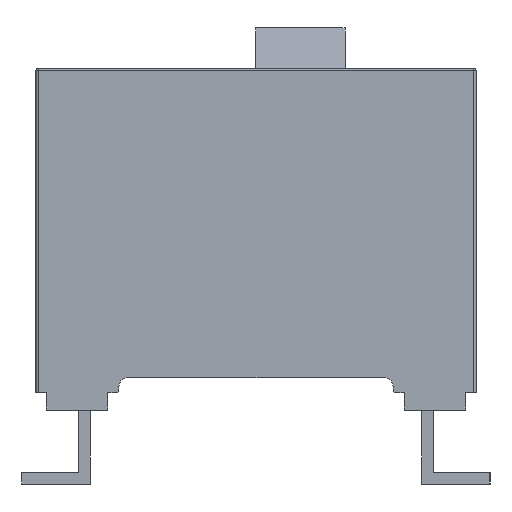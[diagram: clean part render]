
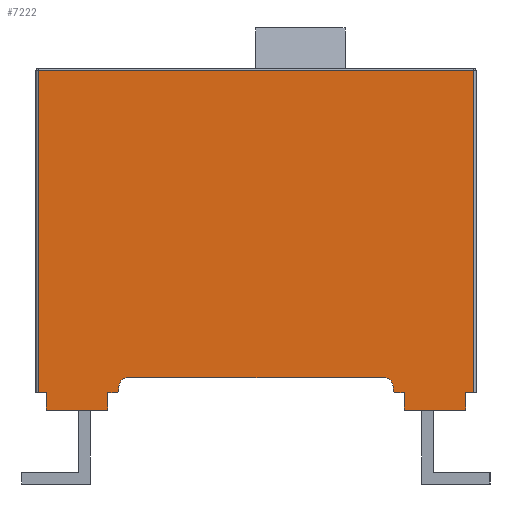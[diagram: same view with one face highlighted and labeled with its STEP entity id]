
A CAD part, left-side view. The second image highlights one B-rep face of the part: STEP entity #7222.
In plain terms, the highlighted planar face has unit normal (-1, 0, 0).
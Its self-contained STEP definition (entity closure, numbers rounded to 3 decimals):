
#25=CIRCLE('',#7497,0.198);
#27=CIRCLE('',#7501,0.198);
#29=CIRCLE('',#7505,0.055);
#32=CIRCLE('',#7518,0.055);
#1302=ORIENTED_EDGE('',*,*,#2145,.T.);
#1303=ORIENTED_EDGE('',*,*,#2164,.T.);
#1304=ORIENTED_EDGE('',*,*,#2165,.T.);
#1305=ORIENTED_EDGE('',*,*,#2166,.T.);
#1306=ORIENTED_EDGE('',*,*,#2167,.F.);
#1307=ORIENTED_EDGE('',*,*,#2157,.F.);
#1308=ORIENTED_EDGE('',*,*,#2112,.T.);
#1309=ORIENTED_EDGE('',*,*,#2163,.T.);
#1310=ORIENTED_EDGE('',*,*,#2168,.T.);
#1311=ORIENTED_EDGE('',*,*,#2169,.T.);
#1312=ORIENTED_EDGE('',*,*,#2120,.T.);
#1313=ORIENTED_EDGE('',*,*,#2123,.T.);
#1314=ORIENTED_EDGE('',*,*,#2126,.T.);
#1315=ORIENTED_EDGE('',*,*,#2129,.T.);
#1316=ORIENTED_EDGE('',*,*,#2132,.T.);
#1317=ORIENTED_EDGE('',*,*,#2135,.T.);
#1318=ORIENTED_EDGE('',*,*,#2146,.T.);
#1319=ORIENTED_EDGE('',*,*,#2108,.T.);
#1320=ORIENTED_EDGE('',*,*,#2106,.T.);
#1321=ORIENTED_EDGE('',*,*,#2104,.T.);
#2104=EDGE_CURVE('',#2624,#2625,#3300,.T.);
#2106=EDGE_CURVE('',#2626,#2624,#3302,.T.);
#2108=EDGE_CURVE('',#2627,#2626,#3304,.T.);
#2112=EDGE_CURVE('',#2629,#2631,#3308,.T.);
#2120=EDGE_CURVE('',#2637,#2639,#3316,.T.);
#2123=EDGE_CURVE('',#2639,#2641,#25,.F.);
#2126=EDGE_CURVE('',#2641,#2643,#3320,.T.);
#2129=EDGE_CURVE('',#2643,#2645,#27,.F.);
#2132=EDGE_CURVE('',#2645,#2647,#3324,.T.);
#2135=EDGE_CURVE('',#2647,#2649,#29,.T.);
#2145=EDGE_CURVE('',#2625,#2656,#3334,.T.);
#2146=EDGE_CURVE('',#2649,#2627,#3335,.T.);
#2157=EDGE_CURVE('',#2629,#2664,#3345,.T.);
#2163=EDGE_CURVE('',#2631,#2667,#3351,.T.);
#2164=EDGE_CURVE('',#2656,#2668,#3352,.T.);
#2165=EDGE_CURVE('',#2668,#2669,#3353,.F.);
#2166=EDGE_CURVE('',#2669,#2670,#3354,.F.);
#2167=EDGE_CURVE('',#2664,#2670,#3355,.T.);
#2168=EDGE_CURVE('',#2667,#2671,#3356,.T.);
#2169=EDGE_CURVE('',#2671,#2637,#32,.T.);
#2624=VERTEX_POINT('',#10114);
#2625=VERTEX_POINT('',#10116);
#2626=VERTEX_POINT('',#10120);
#2627=VERTEX_POINT('',#10124);
#2629=VERTEX_POINT('',#10129);
#2631=VERTEX_POINT('',#10133);
#2637=VERTEX_POINT('',#10147);
#2639=VERTEX_POINT('',#10151);
#2641=VERTEX_POINT('',#10157);
#2643=VERTEX_POINT('',#10163);
#2645=VERTEX_POINT('',#10169);
#2647=VERTEX_POINT('',#10175);
#2649=VERTEX_POINT('',#10181);
#2656=VERTEX_POINT('',#10202);
#2664=VERTEX_POINT('',#10226);
#2667=VERTEX_POINT('',#10236);
#2668=VERTEX_POINT('',#10240);
#2669=VERTEX_POINT('',#10242);
#2670=VERTEX_POINT('',#10244);
#2671=VERTEX_POINT('',#10247);
#3300=LINE('',#10117,#3996);
#3302=LINE('',#10121,#3998);
#3304=LINE('',#10125,#4000);
#3308=LINE('',#10134,#4004);
#3316=LINE('',#10152,#4012);
#3320=LINE('',#10164,#4016);
#3324=LINE('',#10176,#4020);
#3334=LINE('',#10203,#4030);
#3335=LINE('',#10204,#4031);
#3345=LINE('',#10225,#4041);
#3351=LINE('',#10237,#4047);
#3352=LINE('',#10239,#4048);
#3353=LINE('',#10241,#4049);
#3354=LINE('',#10243,#4050);
#3355=LINE('',#10245,#4051);
#3356=LINE('',#10246,#4052);
#3996=VECTOR('',#8638,1000.);
#3998=VECTOR('',#8642,1000.);
#4000=VECTOR('',#8646,1000.);
#4004=VECTOR('',#8652,1000.);
#4012=VECTOR('',#8664,1000.);
#4016=VECTOR('',#8676,1000.);
#4020=VECTOR('',#8688,1000.);
#4030=VECTOR('',#8714,1000.);
#4031=VECTOR('',#8715,1000.);
#4041=VECTOR('',#8733,1000.);
#4047=VECTOR('',#8743,1000.);
#4048=VECTOR('',#8746,1000.);
#4049=VECTOR('',#8747,1000.);
#4050=VECTOR('',#8748,1000.);
#4051=VECTOR('',#8749,1000.);
#4052=VECTOR('',#8750,1000.);
#4367=EDGE_LOOP('',(#1302,#1303,#1304,#1305,#1306,#1307,#1308,#1309,#1310,
#1311,#1312,#1313,#1314,#1315,#1316,#1317,#1318,#1319,#1320,#1321));
#4685=FACE_BOUND('',#4367,.T.);
#4976=PLANE('',#7517);
#7222=ADVANCED_FACE('',(#4685),#4976,.T.);
#7497=AXIS2_PLACEMENT_3D('',#10158,#8670,#8671);
#7501=AXIS2_PLACEMENT_3D('',#10170,#8682,#8683);
#7505=AXIS2_PLACEMENT_3D('',#10182,#8694,#8695);
#7517=AXIS2_PLACEMENT_3D('',#10238,#8744,#8745);
#7518=AXIS2_PLACEMENT_3D('',#10248,#8751,#8752);
#8638=DIRECTION('',(0.,0.,1.));
#8642=DIRECTION('',(0.,-1.,0.));
#8646=DIRECTION('',(0.,0.,-1.));
#8652=DIRECTION('',(0.,-1.,0.));
#8664=DIRECTION('',(0.,0.,1.));
#8670=DIRECTION('',(-1.,0.,0.));
#8671=DIRECTION('',(0.,0.,1.));
#8676=DIRECTION('',(0.,-1.,0.));
#8682=DIRECTION('',(-1.,0.,0.));
#8683=DIRECTION('',(0.,0.,1.));
#8688=DIRECTION('',(0.,0.,-1.));
#8694=DIRECTION('',(-1.,0.,0.));
#8695=DIRECTION('',(0.,0.,1.));
#8714=DIRECTION('',(0.,-1.,0.));
#8715=DIRECTION('',(0.,-1.,0.));
#8733=DIRECTION('',(0.,0.,1.));
#8743=DIRECTION('',(0.,0.,1.));
#8744=DIRECTION('',(-1.,0.,0.));
#8745=DIRECTION('',(0.,0.,1.));
#8746=DIRECTION('',(0.,0.,1.));
#8747=DIRECTION('',(0.,-1.,0.));
#8748=DIRECTION('',(0.,0.,1.));
#8749=DIRECTION('',(0.,1.,0.));
#8750=DIRECTION('',(0.,-1.,0.));
#8751=DIRECTION('',(-1.,0.,0.));
#8752=DIRECTION('',(0.,0.,1.));
#10114=CARTESIAN_POINT('',(-16.33,-4.661,-7.6));
#10116=CARTESIAN_POINT('',(-16.33,-4.661,-7.22));
#10117=CARTESIAN_POINT('',(-16.33,-4.661,-7.6));
#10120=CARTESIAN_POINT('',(-16.33,-3.295,-7.6));
#10121=CARTESIAN_POINT('',(-16.33,4.89,-7.6));
#10124=CARTESIAN_POINT('',(-16.33,-3.295,-7.22));
#10125=CARTESIAN_POINT('',(-16.33,-3.295,-7.6));
#10129=CARTESIAN_POINT('',(-16.33,4.661,-7.6));
#10133=CARTESIAN_POINT('',(-16.33,3.295,-7.6));
#10134=CARTESIAN_POINT('',(-16.33,4.89,-7.6));
#10147=CARTESIAN_POINT('',(-16.33,3.046,-7.165));
#10151=CARTESIAN_POINT('',(-16.33,3.046,-7.08));
#10152=CARTESIAN_POINT('',(-16.33,3.046,-7.6));
#10157=CARTESIAN_POINT('',(-16.33,2.849,-6.882));
#10158=CARTESIAN_POINT('',(-16.33,2.849,-7.08));
#10163=CARTESIAN_POINT('',(-16.33,-2.849,-6.882));
#10164=CARTESIAN_POINT('',(-16.33,4.89,-6.882));
#10169=CARTESIAN_POINT('',(-16.33,-3.046,-7.08));
#10170=CARTESIAN_POINT('',(-16.33,-2.849,-7.08));
#10175=CARTESIAN_POINT('',(-16.33,-3.046,-7.165));
#10176=CARTESIAN_POINT('',(-16.33,-3.046,-7.6));
#10181=CARTESIAN_POINT('',(-16.33,-3.101,-7.22));
#10182=CARTESIAN_POINT('',(-16.33,-3.101,-7.165));
#10202=CARTESIAN_POINT('',(-16.33,-4.84,-7.22));
#10203=CARTESIAN_POINT('',(-16.33,4.89,-7.22));
#10204=CARTESIAN_POINT('',(-16.33,4.89,-7.22));
#10225=CARTESIAN_POINT('',(-16.33,4.661,-7.6));
#10226=CARTESIAN_POINT('',(-16.33,4.661,-7.22));
#10236=CARTESIAN_POINT('',(-16.33,3.295,-7.22));
#10237=CARTESIAN_POINT('',(-16.33,3.295,-7.6));
#10238=CARTESIAN_POINT('',(-16.33,4.89,-7.6));
#10239=CARTESIAN_POINT('',(-16.33,-4.84,-7.6));
#10240=CARTESIAN_POINT('',(-16.33,-4.84,-0.05));
#10241=CARTESIAN_POINT('',(-16.33,4.89,-0.05));
#10242=CARTESIAN_POINT('',(-16.33,4.84,-0.05));
#10243=CARTESIAN_POINT('',(-16.33,4.84,-7.6));
#10244=CARTESIAN_POINT('',(-16.33,4.84,-7.22));
#10245=CARTESIAN_POINT('',(-16.33,4.89,-7.22));
#10246=CARTESIAN_POINT('',(-16.33,4.89,-7.22));
#10247=CARTESIAN_POINT('',(-16.33,3.101,-7.22));
#10248=CARTESIAN_POINT('',(-16.33,3.101,-7.165));
